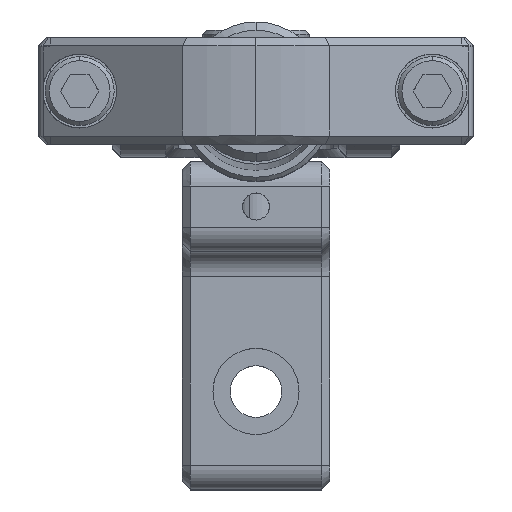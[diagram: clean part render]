
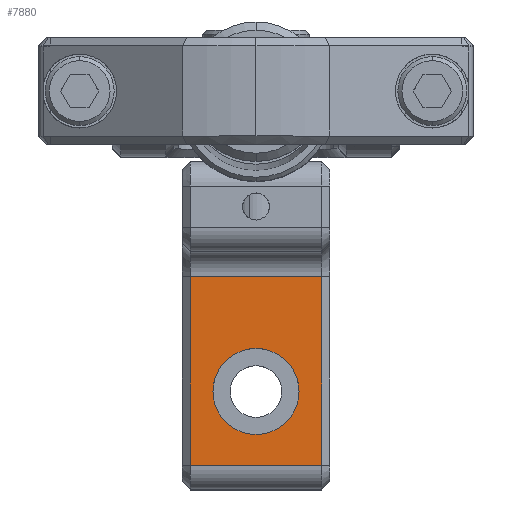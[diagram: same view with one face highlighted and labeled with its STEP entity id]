
A CAD part, top view. The second image highlights one B-rep face of the part: STEP entity #7880.
In plain terms, the highlighted planar face has unit normal (0, 0, 1).
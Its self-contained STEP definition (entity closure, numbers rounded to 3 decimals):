
#858 = CARTESIAN_POINT ( 'NONE',  ( 159.908, 183.517, 94.89 ) ) ;
#1736 = VECTOR ( 'NONE', #21231, 1000. ) ;
#1758 = EDGE_LOOP ( 'NONE', ( #22849, #12668 ) ) ;
#2398 = DIRECTION ( 'NONE',  ( -1., 0., 0. ) ) ;
#2481 = DIRECTION ( 'NONE',  ( 0., 0., -1. ) ) ;
#3296 = EDGE_CURVE ( 'NONE', #20266, #8379, #24203, .T. ) ;
#4545 = EDGE_CURVE ( 'NONE', #13120, #9388, #16842, .T. ) ;
#4635 = CARTESIAN_POINT ( 'NONE',  ( 158.908, 206.517, 94.89 ) ) ;
#4954 = AXIS2_PLACEMENT_3D ( 'NONE', #20391, #12927, #12844 ) ;
#5638 = AXIS2_PLACEMENT_3D ( 'NONE', #18946, #7767, #15519 ) ;
#6200 = ORIENTED_EDGE ( 'NONE', *, *, #20726, .T. ) ;
#6459 = VERTEX_POINT ( 'NONE', #4635 ) ;
#7767 = DIRECTION ( 'NONE',  ( 0., 0., 1. ) ) ;
#7880 = ADVANCED_FACE ( 'NONE', ( #16481, #11556 ), #12053, .F. ) ;
#7938 = ORIENTED_EDGE ( 'NONE', *, *, #3296, .T. ) ;
#8025 = CARTESIAN_POINT ( 'NONE',  ( 158.908, 206.517, 94.89 ) ) ;
#8379 = VERTEX_POINT ( 'NONE', #17853 ) ;
#8399 = DIRECTION ( 'NONE',  ( -1., 0., 0. ) ) ;
#8823 = CARTESIAN_POINT ( 'NONE',  ( 142.908, 183.517, 94.89 ) ) ;
#9388 = VERTEX_POINT ( 'NONE', #15452 ) ;
#9553 = LINE ( 'NONE', #23229, #14285 ) ;
#11556 = FACE_OUTER_BOUND ( 'NONE', #12220, .T. ) ;
#12053 = PLANE ( 'NONE',  #21966 ) ;
#12220 = EDGE_LOOP ( 'NONE', ( #6200, #7938, #14000, #24377 ) ) ;
#12462 = LINE ( 'NONE', #17759, #13628 ) ;
#12668 = ORIENTED_EDGE ( 'NONE', *, *, #4545, .F. ) ;
#12844 = DIRECTION ( 'NONE',  ( 1., 0., 0. ) ) ;
#12927 = DIRECTION ( 'NONE',  ( 0., 0., 1. ) ) ;
#13120 = VERTEX_POINT ( 'NONE', #24030 ) ;
#13628 = VECTOR ( 'NONE', #8399, 1000. ) ;
#14000 = ORIENTED_EDGE ( 'NONE', *, *, #17210, .F. ) ;
#14098 = EDGE_CURVE ( 'NONE', #15019, #6459, #18760, .T. ) ;
#14285 = VECTOR ( 'NONE', #15859, 1000. ) ;
#15019 = VERTEX_POINT ( 'NONE', #20000 ) ;
#15452 = CARTESIAN_POINT ( 'NONE',  ( 156.158, 192.517, 94.89 ) ) ;
#15519 = DIRECTION ( 'NONE',  ( 1., 0., 0. ) ) ;
#15859 = DIRECTION ( 'NONE',  ( -1., 0., 0. ) ) ;
#16366 = DIRECTION ( 'NONE',  ( 0., -1., 0. ) ) ;
#16419 = CARTESIAN_POINT ( 'NONE',  ( 142.908, 206.517, 94.89 ) ) ;
#16481 = FACE_BOUND ( 'NONE', #1758, .T. ) ;
#16842 = CIRCLE ( 'NONE', #5638, 5.25 ) ;
#17210 = EDGE_CURVE ( 'NONE', #15019, #8379, #12462, .T. ) ;
#17759 = CARTESIAN_POINT ( 'NONE',  ( 159.908, 183.517, 94.89 ) ) ;
#17853 = CARTESIAN_POINT ( 'NONE',  ( 142.908, 183.517, 94.89 ) ) ;
#18760 = LINE ( 'NONE', #8025, #1736 ) ;
#18946 = CARTESIAN_POINT ( 'NONE',  ( 150.908, 192.517, 94.89 ) ) ;
#19138 = VECTOR ( 'NONE', #16366, 1000. ) ;
#19312 = CIRCLE ( 'NONE', #4954, 5.25 ) ;
#20000 = CARTESIAN_POINT ( 'NONE',  ( 158.908, 183.517, 94.89 ) ) ;
#20266 = VERTEX_POINT ( 'NONE', #16419 ) ;
#20324 = EDGE_CURVE ( 'NONE', #9388, #13120, #19312, .T. ) ;
#20391 = CARTESIAN_POINT ( 'NONE',  ( 150.908, 192.517, 94.89 ) ) ;
#20726 = EDGE_CURVE ( 'NONE', #6459, #20266, #9553, .T. ) ;
#21231 = DIRECTION ( 'NONE',  ( 0., 1., 0. ) ) ;
#21966 = AXIS2_PLACEMENT_3D ( 'NONE', #858, #2481, #2398 ) ;
#22849 = ORIENTED_EDGE ( 'NONE', *, *, #20324, .F. ) ;
#23229 = CARTESIAN_POINT ( 'NONE',  ( 159.908, 206.517, 94.89 ) ) ;
#24030 = CARTESIAN_POINT ( 'NONE',  ( 145.658, 192.517, 94.89 ) ) ;
#24203 = LINE ( 'NONE', #8823, #19138 ) ;
#24377 = ORIENTED_EDGE ( 'NONE', *, *, #14098, .T. ) ;
